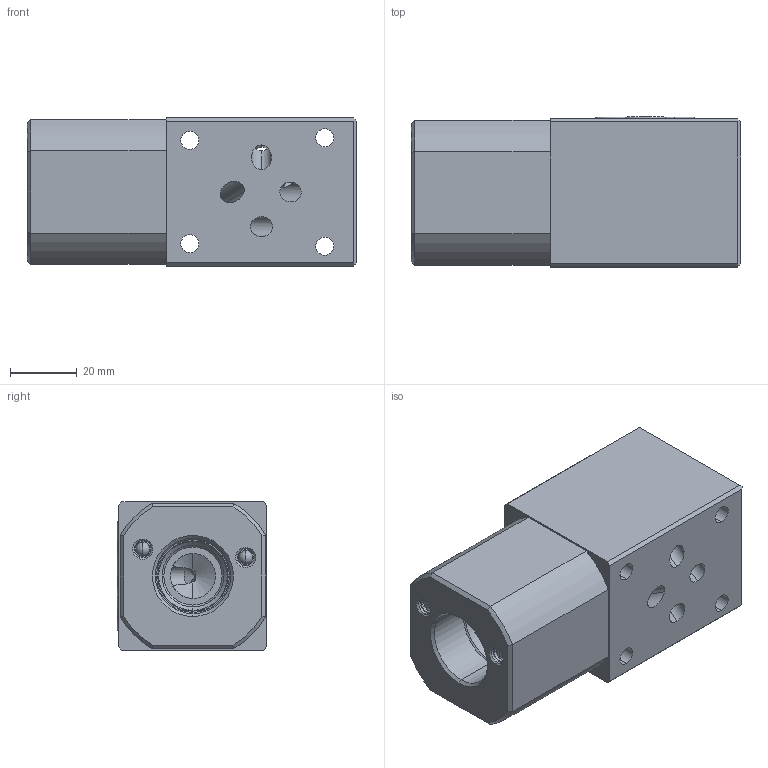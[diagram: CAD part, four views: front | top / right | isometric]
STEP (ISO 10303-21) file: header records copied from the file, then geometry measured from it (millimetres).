
FILE_DESCRIPTION (( 'STEP AP203' ), '1' );
FILE_NAME ('MH03CAT-21A4-N-Z01.STEP', '2025-01-09T08:43:13', ( 'user' ), ( '' ), 'SwSTEP 2.0', 'SolidWorks 2018', '' );
FILE_SCHEMA (( 'CONFIG_CONTROL_DESIGN' ));
Length unit declared in the file: millimetre
Products named in the file (4): MH03CAT-21A4-N-Z01; 4KAA012AA001; 5DBL05Z001_組合用; 6EC03040CATXXA001
Assembly tree (7 placements, depth 2):
  MH03CAT-21A4-N-Z01
    4KAA012AA001  x4
    5DBL05Z001_組合用  x2
    6EC03040CATXXA001
Bounding box: 98.9 x 44.98 x 44.5 mm (x, y, z)
Volume: 151937.1 mm3; surface area: 33973.3 mm2
Topology: 9 solids, 9 shells, 596 faces, 1549 edges, 987 vertices
Faces by surface type: cylinder 260, plane 182, cone 85, bspline 49, torus 16, sphere 4
Entity records: 19492 total; most frequent: CARTESIAN_POINT 5693, ORIENTED_EDGE 2850, DIRECTION 2703, EDGE_CURVE 1425, AXIS2_PLACEMENT_3D 982, VERTEX_POINT 919, LINE 739, VECTOR 739
